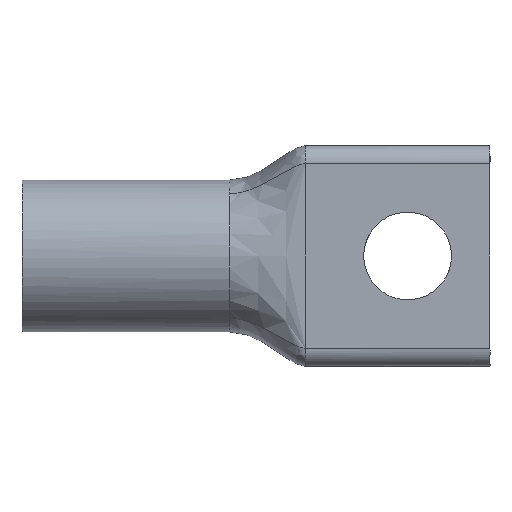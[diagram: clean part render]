
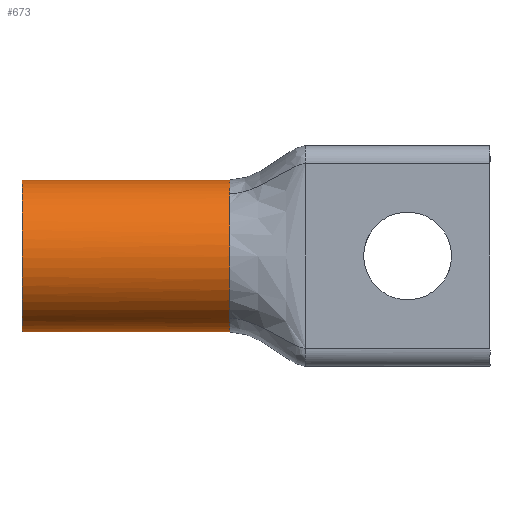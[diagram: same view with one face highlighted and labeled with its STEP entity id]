
A CAD part, front view. The second image highlights one B-rep face of the part: STEP entity #673.
In plain terms, the highlighted cylindrical face has radius 5.855 mm (diameter 11.709 mm), a partial arc.
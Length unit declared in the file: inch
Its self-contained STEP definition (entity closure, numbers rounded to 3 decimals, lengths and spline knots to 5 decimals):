
#44 = VECTOR ( 'NONE', #2314, 39.37008 ) ;
#64 = CARTESIAN_POINT ( 'NONE',  ( 0.63, 0.06808, -0.16766 ) ) ;
#75 = CARTESIAN_POINT ( 'NONE',  ( 0., 0.006, 0.06033 ) ) ;
#98 = CARTESIAN_POINT ( 'NONE',  ( 0.63, 0.09829, -0.18881 ) ) ;
#102 = CARTESIAN_POINT ( 'NONE',  ( 0.63, 0.00902, -0.07372 ) ) ;
#113 = CARTESIAN_POINT ( 'NONE',  ( 0.63, 0.2305, 0.2305 ) ) ;
#164 = VECTOR ( 'NONE', #1245, 39.37008 ) ;
#169 = FACE_OUTER_BOUND ( 'NONE', #2345, .T. ) ;
#200 = AXIS2_PLACEMENT_3D ( 'NONE', #1047, #1247, #678 ) ;
#267 = CARTESIAN_POINT ( 'NONE',  ( 0.63, 0.09829, -0.18881 ) ) ;
#282 = CARTESIAN_POINT ( 'NONE',  ( 0.63, 0.10601, 0.19422 ) ) ;
#375 = EDGE_CURVE ( 'NONE', #448, #1485, #912, .T. ) ;
#427 = CARTESIAN_POINT ( 'NONE',  ( 0.63, 0.00902, 0.07372 ) ) ;
#448 = VERTEX_POINT ( 'NONE', #98 ) ;
#451 = CARTESIAN_POINT ( 'NONE',  ( 0., 0.04618, -0.14165 ) ) ;
#465 = CARTESIAN_POINT ( 'NONE',  ( 0., 0.04618, 0.14165 ) ) ;
#514 = CARTESIAN_POINT ( 'NONE',  ( 0., 0.2305, 0.2305 ) ) ;
#521 = CARTESIAN_POINT ( 'NONE',  ( -0.59456, 0.2305, 0.2305 ) ) ;
#644 = CARTESIAN_POINT ( 'NONE',  ( 0., 0.20033, -0.2305 ) ) ;
#655 = CARTESIAN_POINT ( 'NONE',  ( 0., 0., -0.03017 ) ) ;
#659 = CARTESIAN_POINT ( 'NONE',  ( 0.63, 0.09829, 0.18881 ) ) ;
#673 = ADVANCED_FACE ( 'NONE', ( #169 ), #1036, .T. ) ;
#678 = DIRECTION ( 'NONE',  ( 0., 0., 1. ) ) ;
#686 = CARTESIAN_POINT ( 'NONE',  ( -0.59456, 0.2305, -0.2305 ) ) ;
#706 = ORIENTED_EDGE ( 'NONE', *, *, #375, .T. ) ;
#714 = ORIENTED_EDGE ( 'NONE', *, *, #1833, .F. ) ;
#786 = CARTESIAN_POINT ( 'NONE',  ( 0.63, 0.09829, 0.18881 ) ) ;
#787 = CARTESIAN_POINT ( 'NONE',  ( 0.63, 0., 0.03688 ) ) ;
#803 = B_SPLINE_CURVE_WITH_KNOTS ( 'NONE', 3,
 ( #1142, #1851, #1201, #1528, #1390, #465, #2087, #75, #1744, #655, #1897, #1154, #451, #2075, #824, #1909, #644, #2063 ),
 .UNSPECIFIED., .F., .F.,
 ( 4, 2, 2, 2, 2, 2, 2, 2, 4 ),
 ( 0., 0.125, 0.25, 0.375, 0.5, 0.625, 0.75, 0.875, 1. ),
 .UNSPECIFIED. ) ;
#824 = CARTESIAN_POINT ( 'NONE',  ( 0., 0.11442, -0.20141 ) ) ;
#845 = CARTESIAN_POINT ( 'NONE',  ( 0.63, 0.13881, -0.21277 ) ) ;
#856 = CARTESIAN_POINT ( 'NONE',  ( 0.63, 0.20703, -0.2305 ) ) ;
#870 = EDGE_CURVE ( 'NONE', #1470, #2320, #1435, .T. ) ;
#912 = B_SPLINE_CURVE_WITH_KNOTS ( 'NONE', 3,
 ( #267, #64, #1719, #102, #1530, #787, #427, #1566, #1155, #2260 ),
 .UNSPECIFIED., .F., .F.,
 ( 4, 2, 2, 2, 4 ),
 ( 0., 0.25, 0.5, 0.75, 1. ),
 .UNSPECIFIED. ) ;
#948 = B_SPLINE_CURVE_WITH_KNOTS ( 'NONE', 3,
 ( #1017, #1169, #1567, #2272, #1915, #282, #659 ),
 .UNSPECIFIED., .F., .F.,
 ( 4, 1, 1, 1, 4 ),
 ( 0., 0.25, 0.5, 0.75, 1. ),
 .UNSPECIFIED. ) ;
#1017 = CARTESIAN_POINT ( 'NONE',  ( 0.63, 0.2305, 0.2305 ) ) ;
#1036 = CYLINDRICAL_SURFACE ( 'NONE', #200, 0.2305 ) ;
#1047 = CARTESIAN_POINT ( 'NONE',  ( -0.59456, 0.2305, 0. ) ) ;
#1120 = CARTESIAN_POINT ( 'NONE',  ( 0., 0.2305, -0.2305 ) ) ;
#1142 = CARTESIAN_POINT ( 'NONE',  ( 0., 0.2305, 0.2305 ) ) ;
#1154 = CARTESIAN_POINT ( 'NONE',  ( 0., 0.02909, -0.11608 ) ) ;
#1155 = CARTESIAN_POINT ( 'NONE',  ( 0.63, 0.06808, 0.16766 ) ) ;
#1169 = CARTESIAN_POINT ( 'NONE',  ( 0.63, 0.21713, 0.2305 ) ) ;
#1201 = CARTESIAN_POINT ( 'NONE',  ( 0., 0.17017, 0.2245 ) ) ;
#1245 = DIRECTION ( 'NONE',  ( -1., 0., 0. ) ) ;
#1247 = DIRECTION ( 'NONE',  ( -1., 0., 0. ) ) ;
#1257 = VERTEX_POINT ( 'NONE', #1120 ) ;
#1336 = CARTESIAN_POINT ( 'NONE',  ( 0.63, 0.2305, -0.2305 ) ) ;
#1390 = CARTESIAN_POINT ( 'NONE',  ( 0., 0.08885, 0.18432 ) ) ;
#1416 = EDGE_CURVE ( 'NONE', #2320, #1257, #803, .T. ) ;
#1435 = LINE ( 'NONE', #521, #164 ) ;
#1462 = VERTEX_POINT ( 'NONE', #1336 ) ;
#1470 = VERTEX_POINT ( 'NONE', #113 ) ;
#1485 = VERTEX_POINT ( 'NONE', #786 ) ;
#1528 = CARTESIAN_POINT ( 'NONE',  ( 0., 0.11442, 0.20141 ) ) ;
#1530 = CARTESIAN_POINT ( 'NONE',  ( 0.63, 0., -0.03688 ) ) ;
#1566 = CARTESIAN_POINT ( 'NONE',  ( 0.63, 0.04307, 0.13914 ) ) ;
#1567 = CARTESIAN_POINT ( 'NONE',  ( 0.63, 0.1904, 0.22811 ) ) ;
#1577 = CARTESIAN_POINT ( 'NONE',  ( 0.63, 0.11751, -0.20227 ) ) ;
#1583 = LINE ( 'NONE', #686, #44 ) ;
#1649 = ORIENTED_EDGE ( 'NONE', *, *, #870, .T. ) ;
#1719 = CARTESIAN_POINT ( 'NONE',  ( 0.63, 0.04307, -0.13914 ) ) ;
#1744 = CARTESIAN_POINT ( 'NONE',  ( 0., 0., 0.03017 ) ) ;
#1803 = CARTESIAN_POINT ( 'NONE',  ( 0.63, 0.18357, -0.22689 ) ) ;
#1833 = EDGE_CURVE ( 'NONE', #1462, #1257, #1583, .T. ) ;
#1851 = CARTESIAN_POINT ( 'NONE',  ( 0., 0.20033, 0.2305 ) ) ;
#1897 = CARTESIAN_POINT ( 'NONE',  ( 0., 0.006, -0.06033 ) ) ;
#1909 = CARTESIAN_POINT ( 'NONE',  ( 0., 0.17017, -0.2245 ) ) ;
#1915 = CARTESIAN_POINT ( 'NONE',  ( 0.63, 0.12303, 0.20474 ) ) ;
#1922 = B_SPLINE_CURVE_WITH_KNOTS ( 'NONE', 3,
 ( #1946, #856, #1803, #845, #1577, #2135 ),
 .UNSPECIFIED., .F., .F.,
 ( 4, 2, 4 ),
 ( 0., 0.5, 1. ),
 .UNSPECIFIED. ) ;
#1943 = EDGE_CURVE ( 'NONE', #1470, #1485, #948, .T. ) ;
#1946 = CARTESIAN_POINT ( 'NONE',  ( 0.63, 0.2305, -0.2305 ) ) ;
#2063 = CARTESIAN_POINT ( 'NONE',  ( 0., 0.2305, -0.2305 ) ) ;
#2075 = CARTESIAN_POINT ( 'NONE',  ( 0., 0.08885, -0.18432 ) ) ;
#2087 = CARTESIAN_POINT ( 'NONE',  ( 0., 0.02909, 0.11608 ) ) ;
#2135 = CARTESIAN_POINT ( 'NONE',  ( 0.63, 0.09829, -0.18881 ) ) ;
#2137 = ORIENTED_EDGE ( 'NONE', *, *, #2184, .T. ) ;
#2170 = ORIENTED_EDGE ( 'NONE', *, *, #1943, .F. ) ;
#2184 = EDGE_CURVE ( 'NONE', #1462, #448, #1922, .T. ) ;
#2214 = ORIENTED_EDGE ( 'NONE', *, *, #1416, .T. ) ;
#2260 = CARTESIAN_POINT ( 'NONE',  ( 0.63, 0.09829, 0.18881 ) ) ;
#2272 = CARTESIAN_POINT ( 'NONE',  ( 0.63, 0.154, 0.21841 ) ) ;
#2314 = DIRECTION ( 'NONE',  ( -1., 0., 0. ) ) ;
#2320 = VERTEX_POINT ( 'NONE', #514 ) ;
#2345 = EDGE_LOOP ( 'NONE', ( #714, #2137, #706, #2170, #1649, #2214 ) ) ;
